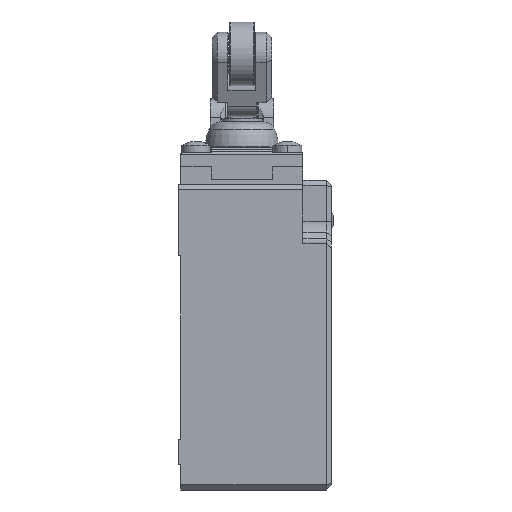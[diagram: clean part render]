
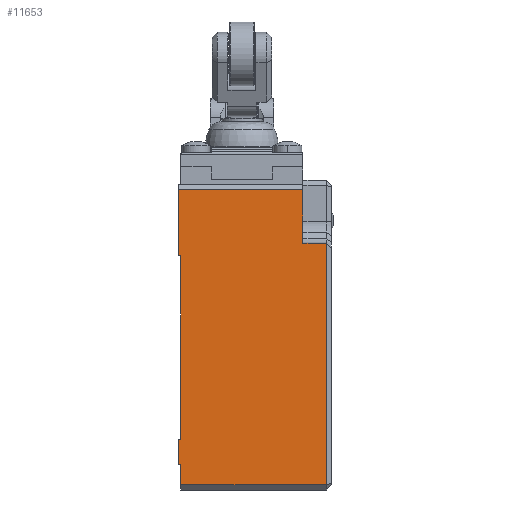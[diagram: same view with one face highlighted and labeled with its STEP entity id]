
A CAD part, left-side view. The second image highlights one B-rep face of the part: STEP entity #11653.
In plain terms, the highlighted planar face has unit normal (-1, 0, 0).
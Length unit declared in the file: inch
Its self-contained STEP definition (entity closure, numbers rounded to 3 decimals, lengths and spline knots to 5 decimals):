
#95 = ORIENTED_EDGE ( 'NONE', *, *, #1355, .T. ) ;
#200 = VECTOR ( 'NONE', #5837, 39.37008 ) ;
#415 = CARTESIAN_POINT ( 'NONE',  ( -0.59646, -0.96063, -0.19685 ) ) ;
#446 = EDGE_CURVE ( 'NONE', #12389, #7680, #5974, .T. ) ;
#450 = DIRECTION ( 'NONE',  ( 0., 1., 0. ) ) ;
#575 = CARTESIAN_POINT ( 'NONE',  ( -0.59646, 0., 0.21654 ) ) ;
#589 = PLANE ( 'NONE',  #6048 ) ;
#857 = VECTOR ( 'NONE', #9338, 39.37008 ) ;
#1050 = CARTESIAN_POINT ( 'NONE',  ( -0.59646, 0., -1.7126 ) ) ;
#1226 = ORIENTED_EDGE ( 'NONE', *, *, #2841, .T. ) ;
#1355 = EDGE_CURVE ( 'NONE', #6766, #7675, #7296, .T. ) ;
#1369 = EDGE_CURVE ( 'NONE', #7680, #11244, #3847, .T. ) ;
#1534 = CARTESIAN_POINT ( 'NONE',  ( -0.59646, 0., 0.21654 ) ) ;
#1545 = CARTESIAN_POINT ( 'NONE',  ( -0.59646, 0., -0.29528 ) ) ;
#1627 = CARTESIAN_POINT ( 'NONE',  ( -0.59646, -1.14173, -0.19685 ) ) ;
#1628 = DIRECTION ( 'NONE',  ( 0., 0., 1. ) ) ;
#1659 = CARTESIAN_POINT ( 'NONE',  ( -0.59646, 0., -1.90945 ) ) ;
#1782 = EDGE_CURVE ( 'NONE', #1905, #4308, #6077, .T. ) ;
#1806 = VECTOR ( 'NONE', #2850, 39.37008 ) ;
#1905 = VERTEX_POINT ( 'NONE', #9014 ) ;
#2195 = VECTOR ( 'NONE', #450, 39.37008 ) ;
#2380 = DIRECTION ( 'NONE',  ( 0., 0., -1. ) ) ;
#2451 = CARTESIAN_POINT ( 'NONE',  ( -0.59646, -0.01575, -1.7126 ) ) ;
#2841 = EDGE_CURVE ( 'NONE', #7675, #9863, #3146, .T. ) ;
#2850 = DIRECTION ( 'NONE',  ( 0., -1., 0. ) ) ;
#2896 = EDGE_CURVE ( 'NONE', #11244, #3485, #5927, .T. ) ;
#2994 = ORIENTED_EDGE ( 'NONE', *, *, #11444, .T. ) ;
#3036 = DIRECTION ( 'NONE',  ( 0., -1., 0. ) ) ;
#3099 = CARTESIAN_POINT ( 'NONE',  ( -0.59646, 0., -0.29528 ) ) ;
#3146 = LINE ( 'NONE', #6128, #12825 ) ;
#3485 = VERTEX_POINT ( 'NONE', #4207 ) ;
#3518 = FACE_OUTER_BOUND ( 'NONE', #10922, .T. ) ;
#3676 = VERTEX_POINT ( 'NONE', #415 ) ;
#3847 = LINE ( 'NONE', #9640, #11901 ) ;
#3988 = LINE ( 'NONE', #11111, #200 ) ;
#4207 = CARTESIAN_POINT ( 'NONE',  ( -0.59646, -0.01575, -0.29528 ) ) ;
#4219 = ORIENTED_EDGE ( 'NONE', *, *, #1782, .T. ) ;
#4308 = VERTEX_POINT ( 'NONE', #12104 ) ;
#4433 = DIRECTION ( 'NONE',  ( 0., 0., -1. ) ) ;
#4868 = CARTESIAN_POINT ( 'NONE',  ( -0.59646, -0.01575, -1.90945 ) ) ;
#5287 = DIRECTION ( 'NONE',  ( 0., 1., 0. ) ) ;
#5426 = EDGE_CURVE ( 'NONE', #3485, #8512, #12711, .T. ) ;
#5601 = ORIENTED_EDGE ( 'NONE', *, *, #7797, .F. ) ;
#5740 = CARTESIAN_POINT ( 'NONE',  ( -0.59646, 0., -1.7126 ) ) ;
#5837 = DIRECTION ( 'NONE',  ( 0., 0., -1. ) ) ;
#5927 = LINE ( 'NONE', #3099, #6718 ) ;
#5974 = LINE ( 'NONE', #1534, #2195 ) ;
#6048 = AXIS2_PLACEMENT_3D ( 'NONE', #7855, #6834, #1628 ) ;
#6073 = CARTESIAN_POINT ( 'NONE',  ( -0.59646, -2.3796, -0.19685 ) ) ;
#6077 = LINE ( 'NONE', #9030, #1806 ) ;
#6128 = CARTESIAN_POINT ( 'NONE',  ( -0.59646, 0., -1.90945 ) ) ;
#6635 = VECTOR ( 'NONE', #2380, 39.37008 ) ;
#6718 = VECTOR ( 'NONE', #11484, 39.37008 ) ;
#6766 = VERTEX_POINT ( 'NONE', #5740 ) ;
#6834 = DIRECTION ( 'NONE',  ( -1., 0., 0. ) ) ;
#7265 = CARTESIAN_POINT ( 'NONE',  ( -0.59646, -0.01575, -3.32677 ) ) ;
#7296 = LINE ( 'NONE', #12810, #6635 ) ;
#7347 = ORIENTED_EDGE ( 'NONE', *, *, #11714, .T. ) ;
#7632 = EDGE_CURVE ( 'NONE', #12389, #3676, #3988, .T. ) ;
#7670 = CARTESIAN_POINT ( 'NONE',  ( -0.59646, -0.01575, -1.7126 ) ) ;
#7675 = VERTEX_POINT ( 'NONE', #1659 ) ;
#7680 = VERTEX_POINT ( 'NONE', #575 ) ;
#7797 = EDGE_CURVE ( 'NONE', #3676, #13149, #7984, .T. ) ;
#7855 = CARTESIAN_POINT ( 'NONE',  ( -0.59646, 0., -2.06693 ) ) ;
#7914 = ORIENTED_EDGE ( 'NONE', *, *, #7632, .F. ) ;
#7984 = LINE ( 'NONE', #6073, #11113 ) ;
#8178 = CARTESIAN_POINT ( 'NONE',  ( -0.59646, -1.14173, -2.06693 ) ) ;
#8350 = DIRECTION ( 'NONE',  ( 0., 0., -1. ) ) ;
#8375 = DIRECTION ( 'NONE',  ( 0., -1., 0. ) ) ;
#8512 = VERTEX_POINT ( 'NONE', #2451 ) ;
#9014 = CARTESIAN_POINT ( 'NONE',  ( -0.59646, -0.01575, -2.06693 ) ) ;
#9030 = CARTESIAN_POINT ( 'NONE',  ( -0.59646, 0., -2.06693 ) ) ;
#9255 = LINE ( 'NONE', #8178, #857 ) ;
#9338 = DIRECTION ( 'NONE',  ( 0., 0., 1. ) ) ;
#9640 = CARTESIAN_POINT ( 'NONE',  ( -0.59646, 0., -0.9252 ) ) ;
#9863 = VERTEX_POINT ( 'NONE', #4868 ) ;
#10497 = CARTESIAN_POINT ( 'NONE',  ( -0.59646, -0.96063, 0.21654 ) ) ;
#10661 = ORIENTED_EDGE ( 'NONE', *, *, #11983, .T. ) ;
#10884 = VECTOR ( 'NONE', #12993, 39.37008 ) ;
#10922 = EDGE_LOOP ( 'NONE', ( #10661, #95, #1226, #2994, #4219, #7347, #5601, #7914, #12221, #12698, #11628, #11753 ) ) ;
#11111 = CARTESIAN_POINT ( 'NONE',  ( -0.59646, -0.96063, 0.25591 ) ) ;
#11113 = VECTOR ( 'NONE', #3036, 39.37008 ) ;
#11242 = VECTOR ( 'NONE', #8350, 39.37008 ) ;
#11244 = VERTEX_POINT ( 'NONE', #1545 ) ;
#11444 = EDGE_CURVE ( 'NONE', #9863, #1905, #13228, .T. ) ;
#11484 = DIRECTION ( 'NONE',  ( 0., -1., 0. ) ) ;
#11628 = ORIENTED_EDGE ( 'NONE', *, *, #2896, .T. ) ;
#11653 = ADVANCED_FACE ( 'NONE', ( #3518 ), #589, .T. ) ;
#11714 = EDGE_CURVE ( 'NONE', #4308, #13149, #9255, .T. ) ;
#11753 = ORIENTED_EDGE ( 'NONE', *, *, #5426, .T. ) ;
#11901 = VECTOR ( 'NONE', #4433, 39.37008 ) ;
#11983 = EDGE_CURVE ( 'NONE', #8512, #6766, #12039, .T. ) ;
#12039 = LINE ( 'NONE', #1050, #13347 ) ;
#12104 = CARTESIAN_POINT ( 'NONE',  ( -0.59646, -1.14173, -2.06693 ) ) ;
#12221 = ORIENTED_EDGE ( 'NONE', *, *, #446, .T. ) ;
#12389 = VERTEX_POINT ( 'NONE', #10497 ) ;
#12698 = ORIENTED_EDGE ( 'NONE', *, *, #1369, .T. ) ;
#12711 = LINE ( 'NONE', #7670, #10884 ) ;
#12810 = CARTESIAN_POINT ( 'NONE',  ( -0.59646, 0., -0.9252 ) ) ;
#12825 = VECTOR ( 'NONE', #8375, 39.37008 ) ;
#12993 = DIRECTION ( 'NONE',  ( 0., 0., -1. ) ) ;
#13149 = VERTEX_POINT ( 'NONE', #1627 ) ;
#13228 = LINE ( 'NONE', #7265, #11242 ) ;
#13347 = VECTOR ( 'NONE', #5287, 39.37008 ) ;
